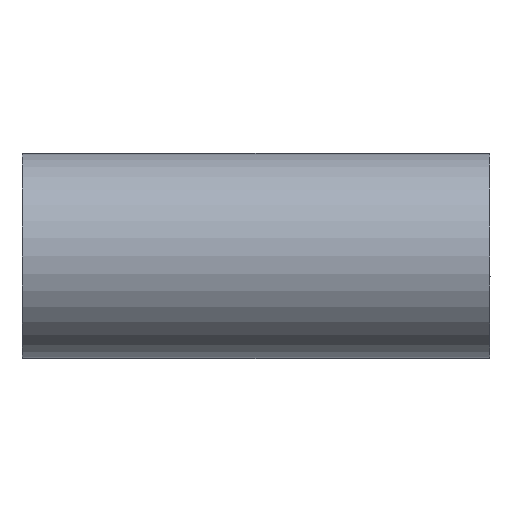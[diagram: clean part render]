
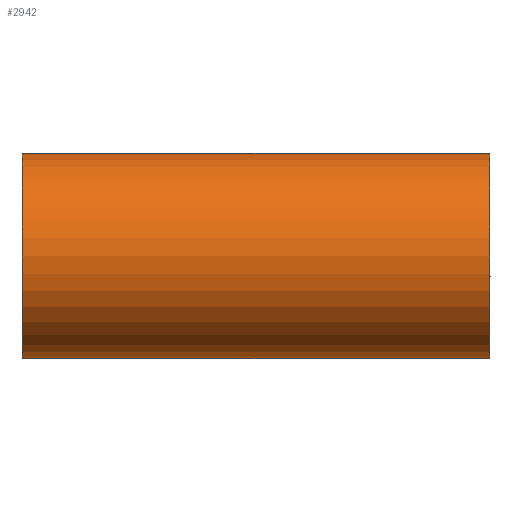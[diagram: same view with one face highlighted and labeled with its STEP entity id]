
A CAD part, front view. The second image highlights one B-rep face of the part: STEP entity #2942.
In plain terms, the highlighted cylindrical face has radius 16.701 mm (diameter 33.401 mm), a partial arc.
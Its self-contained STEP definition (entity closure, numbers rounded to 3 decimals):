
#232 = CARTESIAN_POINT ( 'NONE',  ( -30.967, 0., -16.7 ) ) ;
#487 = VERTEX_POINT ( 'NONE', #13131 ) ;
#704 = CARTESIAN_POINT ( 'NONE',  ( -30.967, 0., 16.7 ) ) ;
#824 = CARTESIAN_POINT ( 'NONE',  ( 30.967, 0., -16.7 ) ) ;
#837 = VERTEX_POINT ( 'NONE', #6930 ) ;
#1029 = AXIS2_PLACEMENT_3D ( 'NONE', #2432, #13875, #11430 ) ;
#1158 = B_SPLINE_CURVE_WITH_KNOTS ( 'NONE', 3,
 ( #704, #2837, #4988, #1667 ),
 .UNSPECIFIED., .F., .F.,
 ( 4, 4 ),
 ( 0., 0.007 ),
 .UNSPECIFIED. ) ;
#1321 = EDGE_CURVE ( 'NONE', #487, #837, #13760, .T. ) ;
#1339 = CARTESIAN_POINT ( 'NONE',  ( 33.345, 0., 16.701 ) ) ;
#1451 = VERTEX_POINT ( 'NONE', #1926 ) ;
#1667 = CARTESIAN_POINT ( 'NONE',  ( -38.1, 0., 16.7 ) ) ;
#1703 = CARTESIAN_POINT ( 'NONE',  ( -38.1, 0., 0. ) ) ;
#1926 = CARTESIAN_POINT ( 'NONE',  ( -38.1, 0., -16.7 ) ) ;
#2042 = B_SPLINE_CURVE_WITH_KNOTS ( 'NONE', 3,
 ( #2660, #1339, #12768, #11585 ),
 .UNSPECIFIED., .F., .F.,
 ( 4, 4 ),
 ( 0., 0.007 ),
 .UNSPECIFIED. ) ;
#2432 = CARTESIAN_POINT ( 'NONE',  ( 0., 0., 0. ) ) ;
#2541 = VERTEX_POINT ( 'NONE', #8040 ) ;
#2660 = CARTESIAN_POINT ( 'NONE',  ( 30.967, 0., 16.7 ) ) ;
#2689 = VERTEX_POINT ( 'NONE', #4730 ) ;
#2760 = ORIENTED_EDGE ( 'NONE', *, *, #11217, .T. ) ;
#2837 = CARTESIAN_POINT ( 'NONE',  ( -33.345, 0., 16.701 ) ) ;
#2906 = B_SPLINE_CURVE_WITH_KNOTS ( 'NONE', 3,
 ( #4225, #5475, #13284, #824 ),
 .UNSPECIFIED., .F., .F.,
 ( 4, 4 ),
 ( 0., 0.007 ),
 .UNSPECIFIED. ) ;
#2942 = ADVANCED_FACE ( 'NONE', ( #7167 ), #12621, .T. ) ;
#3208 = ORIENTED_EDGE ( 'NONE', *, *, #5017, .F. ) ;
#3629 = CARTESIAN_POINT ( 'NONE',  ( -30.967, 0., 16.7 ) ) ;
#3887 = ORIENTED_EDGE ( 'NONE', *, *, #1321, .T. ) ;
#4225 = CARTESIAN_POINT ( 'NONE',  ( 38.1, 0., -16.7 ) ) ;
#4729 = CARTESIAN_POINT ( 'NONE',  ( -33.345, 0., -16.701 ) ) ;
#4730 = CARTESIAN_POINT ( 'NONE',  ( 30.967, 0., -16.7 ) ) ;
#4814 = VECTOR ( 'NONE', #5912, 1000. ) ;
#4954 = LINE ( 'NONE', #5025, #4814 ) ;
#4988 = CARTESIAN_POINT ( 'NONE',  ( -35.722, 0., 16.7 ) ) ;
#5017 = EDGE_CURVE ( 'NONE', #13087, #837, #2042, .T. ) ;
#5025 = CARTESIAN_POINT ( 'NONE',  ( 0., 0., 16.7 ) ) ;
#5463 = EDGE_CURVE ( 'NONE', #1451, #2541, #10998, .T. ) ;
#5475 = CARTESIAN_POINT ( 'NONE',  ( 35.722, 0., -16.7 ) ) ;
#5520 = AXIS2_PLACEMENT_3D ( 'NONE', #6358, #8709, #9748 ) ;
#5576 = VERTEX_POINT ( 'NONE', #3629 ) ;
#5834 = EDGE_CURVE ( 'NONE', #5576, #13087, #4954, .T. ) ;
#5912 = DIRECTION ( 'NONE',  ( 1., 0., 0. ) ) ;
#6126 = CARTESIAN_POINT ( 'NONE',  ( -38.1, 0., -16.7 ) ) ;
#6158 = EDGE_LOOP ( 'NONE', ( #3887, #3208, #11237, #7711, #9476, #12502, #2760, #8151 ) ) ;
#6358 = CARTESIAN_POINT ( 'NONE',  ( 38.1, 0., 0. ) ) ;
#6930 = CARTESIAN_POINT ( 'NONE',  ( 38.1, 0., 16.7 ) ) ;
#7167 = FACE_OUTER_BOUND ( 'NONE', #6158, .T. ) ;
#7369 = EDGE_CURVE ( 'NONE', #1451, #10435, #9978, .T. ) ;
#7555 = CARTESIAN_POINT ( 'NONE',  ( 0., 0., -16.7 ) ) ;
#7711 = ORIENTED_EDGE ( 'NONE', *, *, #10230, .T. ) ;
#7835 = LINE ( 'NONE', #7555, #12332 ) ;
#8040 = CARTESIAN_POINT ( 'NONE',  ( -30.967, 0., -16.7 ) ) ;
#8151 = ORIENTED_EDGE ( 'NONE', *, *, #14557, .F. ) ;
#8709 = DIRECTION ( 'NONE',  ( -1., 0., 0. ) ) ;
#9164 = CARTESIAN_POINT ( 'NONE',  ( 30.967, 0., 16.7 ) ) ;
#9476 = ORIENTED_EDGE ( 'NONE', *, *, #7369, .F. ) ;
#9748 = DIRECTION ( 'NONE',  ( 0., 0., 1. ) ) ;
#9978 = CIRCLE ( 'NONE', #10465, 16.7 ) ;
#10230 = EDGE_CURVE ( 'NONE', #5576, #10435, #1158, .T. ) ;
#10435 = VERTEX_POINT ( 'NONE', #13091 ) ;
#10465 = AXIS2_PLACEMENT_3D ( 'NONE', #1703, #10832, #10901 ) ;
#10832 = DIRECTION ( 'NONE',  ( -1., 0., 0. ) ) ;
#10901 = DIRECTION ( 'NONE',  ( 0., 0., 1. ) ) ;
#10998 = B_SPLINE_CURVE_WITH_KNOTS ( 'NONE', 3,
 ( #6126, #13796, #4729, #232 ),
 .UNSPECIFIED., .F., .F.,
 ( 4, 4 ),
 ( 0., 0.007 ),
 .UNSPECIFIED. ) ;
#11217 = EDGE_CURVE ( 'NONE', #2541, #2689, #7835, .T. ) ;
#11237 = ORIENTED_EDGE ( 'NONE', *, *, #5834, .F. ) ;
#11430 = DIRECTION ( 'NONE',  ( 0., 0., 1. ) ) ;
#11585 = CARTESIAN_POINT ( 'NONE',  ( 38.1, 0., 16.7 ) ) ;
#12332 = VECTOR ( 'NONE', #13508, 1000. ) ;
#12502 = ORIENTED_EDGE ( 'NONE', *, *, #5463, .T. ) ;
#12621 = CYLINDRICAL_SURFACE ( 'NONE', #1029, 16.7 ) ;
#12768 = CARTESIAN_POINT ( 'NONE',  ( 35.722, 0., 16.7 ) ) ;
#13087 = VERTEX_POINT ( 'NONE', #9164 ) ;
#13091 = CARTESIAN_POINT ( 'NONE',  ( -38.1, 0., 16.7 ) ) ;
#13131 = CARTESIAN_POINT ( 'NONE',  ( 38.1, 0., -16.7 ) ) ;
#13284 = CARTESIAN_POINT ( 'NONE',  ( 33.345, 0., -16.701 ) ) ;
#13508 = DIRECTION ( 'NONE',  ( 1., 0., 0. ) ) ;
#13760 = CIRCLE ( 'NONE', #5520, 16.7 ) ;
#13796 = CARTESIAN_POINT ( 'NONE',  ( -35.722, 0., -16.7 ) ) ;
#13875 = DIRECTION ( 'NONE',  ( 1., 0., 0. ) ) ;
#14557 = EDGE_CURVE ( 'NONE', #487, #2689, #2906, .T. ) ;
